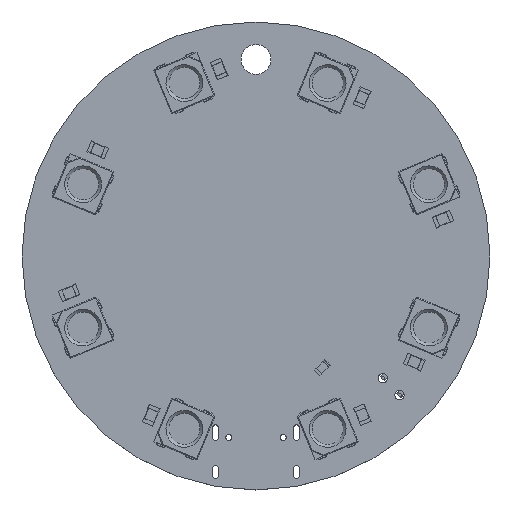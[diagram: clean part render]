
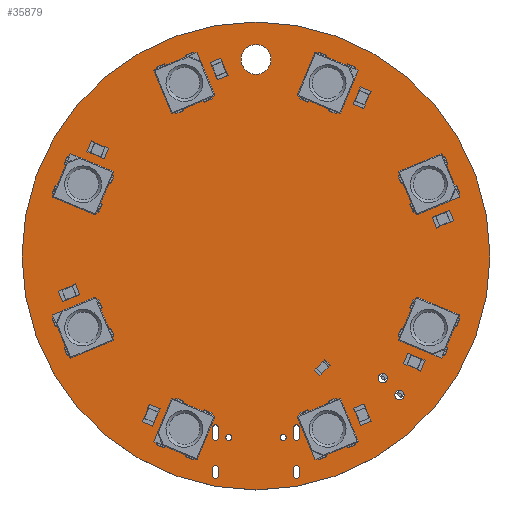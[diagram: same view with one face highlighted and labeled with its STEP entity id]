
A CAD part, top view. The second image highlights one B-rep face of the part: STEP entity #35879.
In plain terms, the highlighted planar face has unit normal (0, 0, 1).
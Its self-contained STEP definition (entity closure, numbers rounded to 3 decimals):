
#35645 = VERTEX_POINT('',#35646);
#35646 = CARTESIAN_POINT('',(198.,-87.,1.6));
#35652 = EDGE_CURVE('',#35645,#35645,#35653,.T.);
#35653 = CIRCLE('',#35654,25.);
#35654 = AXIS2_PLACEMENT_3D('',#35655,#35656,#35657);
#35655 = CARTESIAN_POINT('',(173.,-87.,1.6));
#35656 = DIRECTION('',(0.,0.,1.));
#35657 = DIRECTION('',(1.,0.,-0.));
#35879 = ADVANCED_FACE('',(#35880,#35883,#35919,#35955,#35966,#35977,
    #36013,#36049,#36060,#36071),#36082,.T.);
#35880 = FACE_BOUND('',#35881,.T.);
#35881 = EDGE_LOOP('',(#35882));
#35882 = ORIENTED_EDGE('',*,*,#35652,.T.);
#35883 = FACE_BOUND('',#35884,.T.);
#35884 = EDGE_LOOP('',(#35885,#35896,#35904,#35913));
#35885 = ORIENTED_EDGE('',*,*,#35886,.T.);
#35886 = EDGE_CURVE('',#35887,#35889,#35891,.T.);
#35887 = VERTEX_POINT('',#35888);
#35888 = CARTESIAN_POINT('',(168.38,-109.675,1.6));
#35889 = VERTEX_POINT('',#35890);
#35890 = CARTESIAN_POINT('',(168.98,-109.675,1.6));
#35891 = CIRCLE('',#35892,0.3);
#35892 = AXIS2_PLACEMENT_3D('',#35893,#35894,#35895);
#35893 = CARTESIAN_POINT('',(168.68,-109.675,1.6));
#35894 = DIRECTION('',(0.,-0.,-1.));
#35895 = DIRECTION('',(1.,0.,-0.));
#35896 = ORIENTED_EDGE('',*,*,#35897,.T.);
#35897 = EDGE_CURVE('',#35889,#35898,#35900,.T.);
#35898 = VERTEX_POINT('',#35899);
#35899 = CARTESIAN_POINT('',(168.98,-110.475,1.6));
#35900 = LINE('',#35901,#35902);
#35901 = CARTESIAN_POINT('',(168.98,-98.738,1.6));
#35902 = VECTOR('',#35903,1.);
#35903 = DIRECTION('',(0.,-1.,0.));
#35904 = ORIENTED_EDGE('',*,*,#35905,.T.);
#35905 = EDGE_CURVE('',#35898,#35906,#35908,.T.);
#35906 = VERTEX_POINT('',#35907);
#35907 = CARTESIAN_POINT('',(168.38,-110.475,1.6));
#35908 = CIRCLE('',#35909,0.3);
#35909 = AXIS2_PLACEMENT_3D('',#35910,#35911,#35912);
#35910 = CARTESIAN_POINT('',(168.68,-110.475,1.6));
#35911 = DIRECTION('',(-0.,0.,-1.));
#35912 = DIRECTION('',(-1.,0.,0.));
#35913 = ORIENTED_EDGE('',*,*,#35914,.T.);
#35914 = EDGE_CURVE('',#35906,#35887,#35915,.T.);
#35915 = LINE('',#35916,#35917);
#35916 = CARTESIAN_POINT('',(168.38,-98.338,1.6));
#35917 = VECTOR('',#35918,1.);
#35918 = DIRECTION('',(-0.,1.,0.));
#35919 = FACE_BOUND('',#35920,.T.);
#35920 = EDGE_LOOP('',(#35921,#35932,#35940,#35949));
#35921 = ORIENTED_EDGE('',*,*,#35922,.T.);
#35922 = EDGE_CURVE('',#35923,#35925,#35927,.T.);
#35923 = VERTEX_POINT('',#35924);
#35924 = CARTESIAN_POINT('',(168.38,-105.325,1.6));
#35925 = VERTEX_POINT('',#35926);
#35926 = CARTESIAN_POINT('',(168.98,-105.325,1.6));
#35927 = CIRCLE('',#35928,0.3);
#35928 = AXIS2_PLACEMENT_3D('',#35929,#35930,#35931);
#35929 = CARTESIAN_POINT('',(168.68,-105.325,1.6));
#35930 = DIRECTION('',(0.,-0.,-1.));
#35931 = DIRECTION('',(1.,0.,-0.));
#35932 = ORIENTED_EDGE('',*,*,#35933,.T.);
#35933 = EDGE_CURVE('',#35925,#35934,#35936,.T.);
#35934 = VERTEX_POINT('',#35935);
#35935 = CARTESIAN_POINT('',(168.98,-106.425,1.6));
#35936 = LINE('',#35937,#35938);
#35937 = CARTESIAN_POINT('',(168.98,-96.713,1.6));
#35938 = VECTOR('',#35939,1.);
#35939 = DIRECTION('',(0.,-1.,0.));
#35940 = ORIENTED_EDGE('',*,*,#35941,.T.);
#35941 = EDGE_CURVE('',#35934,#35942,#35944,.T.);
#35942 = VERTEX_POINT('',#35943);
#35943 = CARTESIAN_POINT('',(168.38,-106.425,1.6));
#35944 = CIRCLE('',#35945,0.3);
#35945 = AXIS2_PLACEMENT_3D('',#35946,#35947,#35948);
#35946 = CARTESIAN_POINT('',(168.68,-106.425,1.6));
#35947 = DIRECTION('',(-0.,0.,-1.));
#35948 = DIRECTION('',(-1.,0.,0.));
#35949 = ORIENTED_EDGE('',*,*,#35950,.T.);
#35950 = EDGE_CURVE('',#35942,#35923,#35951,.T.);
#35951 = LINE('',#35952,#35953);
#35952 = CARTESIAN_POINT('',(168.38,-96.163,1.6));
#35953 = VECTOR('',#35954,1.);
#35954 = DIRECTION('',(-0.,1.,0.));
#35955 = FACE_BOUND('',#35956,.T.);
#35956 = EDGE_LOOP('',(#35957));
#35957 = ORIENTED_EDGE('',*,*,#35958,.T.);
#35958 = EDGE_CURVE('',#35959,#35959,#35961,.T.);
#35959 = VERTEX_POINT('',#35960);
#35960 = CARTESIAN_POINT('',(170.11,-106.72,1.6));
#35961 = CIRCLE('',#35962,0.325);
#35962 = AXIS2_PLACEMENT_3D('',#35963,#35964,#35965);
#35963 = CARTESIAN_POINT('',(170.11,-106.395,1.6));
#35964 = DIRECTION('',(-0.,0.,-1.));
#35965 = DIRECTION('',(-0.,-1.,0.));
#35966 = FACE_BOUND('',#35967,.T.);
#35967 = EDGE_LOOP('',(#35968));
#35968 = ORIENTED_EDGE('',*,*,#35969,.T.);
#35969 = EDGE_CURVE('',#35970,#35970,#35972,.T.);
#35970 = VERTEX_POINT('',#35971);
#35971 = CARTESIAN_POINT('',(175.89,-106.72,1.6));
#35972 = CIRCLE('',#35973,0.325);
#35973 = AXIS2_PLACEMENT_3D('',#35974,#35975,#35976);
#35974 = CARTESIAN_POINT('',(175.89,-106.395,1.6));
#35975 = DIRECTION('',(-0.,0.,-1.));
#35976 = DIRECTION('',(-0.,-1.,0.));
#35977 = FACE_BOUND('',#35978,.T.);
#35978 = EDGE_LOOP('',(#35979,#35990,#35998,#36007));
#35979 = ORIENTED_EDGE('',*,*,#35980,.T.);
#35980 = EDGE_CURVE('',#35981,#35983,#35985,.T.);
#35981 = VERTEX_POINT('',#35982);
#35982 = CARTESIAN_POINT('',(177.02,-109.675,1.6));
#35983 = VERTEX_POINT('',#35984);
#35984 = CARTESIAN_POINT('',(177.62,-109.675,1.6));
#35985 = CIRCLE('',#35986,0.3);
#35986 = AXIS2_PLACEMENT_3D('',#35987,#35988,#35989);
#35987 = CARTESIAN_POINT('',(177.32,-109.675,1.6));
#35988 = DIRECTION('',(0.,-0.,-1.));
#35989 = DIRECTION('',(1.,0.,-0.));
#35990 = ORIENTED_EDGE('',*,*,#35991,.T.);
#35991 = EDGE_CURVE('',#35983,#35992,#35994,.T.);
#35992 = VERTEX_POINT('',#35993);
#35993 = CARTESIAN_POINT('',(177.62,-110.475,1.6));
#35994 = LINE('',#35995,#35996);
#35995 = CARTESIAN_POINT('',(177.62,-98.738,1.6));
#35996 = VECTOR('',#35997,1.);
#35997 = DIRECTION('',(0.,-1.,0.));
#35998 = ORIENTED_EDGE('',*,*,#35999,.T.);
#35999 = EDGE_CURVE('',#35992,#36000,#36002,.T.);
#36000 = VERTEX_POINT('',#36001);
#36001 = CARTESIAN_POINT('',(177.02,-110.475,1.6));
#36002 = CIRCLE('',#36003,0.3);
#36003 = AXIS2_PLACEMENT_3D('',#36004,#36005,#36006);
#36004 = CARTESIAN_POINT('',(177.32,-110.475,1.6));
#36005 = DIRECTION('',(-0.,0.,-1.));
#36006 = DIRECTION('',(-1.,0.,0.));
#36007 = ORIENTED_EDGE('',*,*,#36008,.T.);
#36008 = EDGE_CURVE('',#36000,#35981,#36009,.T.);
#36009 = LINE('',#36010,#36011);
#36010 = CARTESIAN_POINT('',(177.02,-98.338,1.6));
#36011 = VECTOR('',#36012,1.);
#36012 = DIRECTION('',(-0.,1.,0.));
#36013 = FACE_BOUND('',#36014,.T.);
#36014 = EDGE_LOOP('',(#36015,#36026,#36034,#36043));
#36015 = ORIENTED_EDGE('',*,*,#36016,.T.);
#36016 = EDGE_CURVE('',#36017,#36019,#36021,.T.);
#36017 = VERTEX_POINT('',#36018);
#36018 = CARTESIAN_POINT('',(177.02,-105.325,1.6));
#36019 = VERTEX_POINT('',#36020);
#36020 = CARTESIAN_POINT('',(177.62,-105.325,1.6));
#36021 = CIRCLE('',#36022,0.3);
#36022 = AXIS2_PLACEMENT_3D('',#36023,#36024,#36025);
#36023 = CARTESIAN_POINT('',(177.32,-105.325,1.6));
#36024 = DIRECTION('',(0.,-0.,-1.));
#36025 = DIRECTION('',(1.,0.,-0.));
#36026 = ORIENTED_EDGE('',*,*,#36027,.T.);
#36027 = EDGE_CURVE('',#36019,#36028,#36030,.T.);
#36028 = VERTEX_POINT('',#36029);
#36029 = CARTESIAN_POINT('',(177.62,-106.425,1.6));
#36030 = LINE('',#36031,#36032);
#36031 = CARTESIAN_POINT('',(177.62,-96.713,1.6));
#36032 = VECTOR('',#36033,1.);
#36033 = DIRECTION('',(0.,-1.,0.));
#36034 = ORIENTED_EDGE('',*,*,#36035,.T.);
#36035 = EDGE_CURVE('',#36028,#36036,#36038,.T.);
#36036 = VERTEX_POINT('',#36037);
#36037 = CARTESIAN_POINT('',(177.02,-106.425,1.6));
#36038 = CIRCLE('',#36039,0.3);
#36039 = AXIS2_PLACEMENT_3D('',#36040,#36041,#36042);
#36040 = CARTESIAN_POINT('',(177.32,-106.425,1.6));
#36041 = DIRECTION('',(-0.,0.,-1.));
#36042 = DIRECTION('',(-1.,0.,0.));
#36043 = ORIENTED_EDGE('',*,*,#36044,.T.);
#36044 = EDGE_CURVE('',#36036,#36017,#36045,.T.);
#36045 = LINE('',#36046,#36047);
#36046 = CARTESIAN_POINT('',(177.02,-96.163,1.6));
#36047 = VECTOR('',#36048,1.);
#36048 = DIRECTION('',(-0.,1.,0.));
#36049 = FACE_BOUND('',#36050,.T.);
#36050 = EDGE_LOOP('',(#36051));
#36051 = ORIENTED_EDGE('',*,*,#36052,.T.);
#36052 = EDGE_CURVE('',#36053,#36053,#36055,.T.);
#36053 = VERTEX_POINT('',#36054);
#36054 = CARTESIAN_POINT('',(186.545,-100.558,1.6));
#36055 = CIRCLE('',#36056,0.5);
#36056 = AXIS2_PLACEMENT_3D('',#36057,#36058,#36059);
#36057 = CARTESIAN_POINT('',(186.545,-100.058,1.6));
#36058 = DIRECTION('',(-0.,0.,-1.));
#36059 = DIRECTION('',(-0.,-1.,0.));
#36060 = FACE_BOUND('',#36061,.T.);
#36061 = EDGE_LOOP('',(#36062));
#36062 = ORIENTED_EDGE('',*,*,#36063,.T.);
#36063 = EDGE_CURVE('',#36064,#36064,#36066,.T.);
#36064 = VERTEX_POINT('',#36065);
#36065 = CARTESIAN_POINT('',(188.341,-102.354,1.6));
#36066 = CIRCLE('',#36067,0.5);
#36067 = AXIS2_PLACEMENT_3D('',#36068,#36069,#36070);
#36068 = CARTESIAN_POINT('',(188.341,-101.854,1.6));
#36069 = DIRECTION('',(-0.,0.,-1.));
#36070 = DIRECTION('',(-0.,-1.,0.));
#36071 = FACE_BOUND('',#36072,.T.);
#36072 = EDGE_LOOP('',(#36073));
#36073 = ORIENTED_EDGE('',*,*,#36074,.T.);
#36074 = EDGE_CURVE('',#36075,#36075,#36077,.T.);
#36075 = VERTEX_POINT('',#36076);
#36076 = CARTESIAN_POINT('',(173.,-67.6,1.6));
#36077 = CIRCLE('',#36078,1.6);
#36078 = AXIS2_PLACEMENT_3D('',#36079,#36080,#36081);
#36079 = CARTESIAN_POINT('',(173.,-66.,1.6));
#36080 = DIRECTION('',(-0.,0.,-1.));
#36081 = DIRECTION('',(-0.,-1.,0.));
#36082 = PLANE('',#36083);
#36083 = AXIS2_PLACEMENT_3D('',#36084,#36085,#36086);
#36084 = CARTESIAN_POINT('',(173.,-87.,1.6));
#36085 = DIRECTION('',(0.,0.,1.));
#36086 = DIRECTION('',(1.,0.,-0.));
